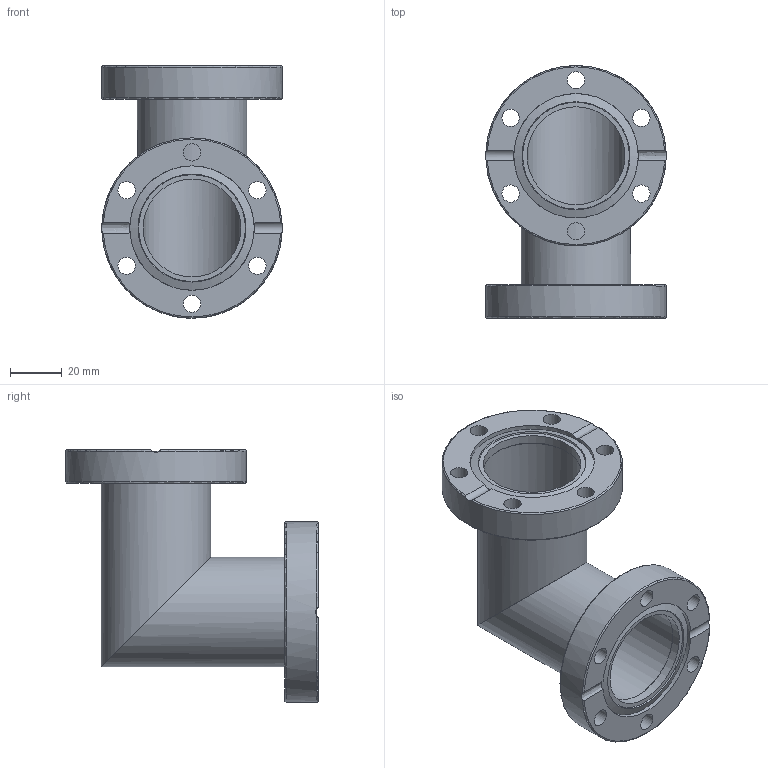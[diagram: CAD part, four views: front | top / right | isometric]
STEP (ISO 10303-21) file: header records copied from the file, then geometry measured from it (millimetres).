
FILE_DESCRIPTION((''),'2;1');
FILE_NAME('EL38-304.stp','2009-04-23T14:00:22',('hasers'),(''),'Autodesk Inventor 2008','Autodesk Inventor 2008','');
FILE_SCHEMA(('AUTOMOTIVE_DESIGN { 1 0 10303 214 1 1 1 1 }'));
Length unit declared in the file: millimetre
Products named in the file (4): EL38-304; CF-07 [Keywords [Summary]=1.4301][Company [Summary]=Vacom][Title [Summary]=F35B42]; Rohre [Subject [Summary]=normal][Keywords [Summary]=1.4404][Title [Summary]=42,4x2,0 (0,5m)]_1; Rohre [Subject [Summary]=normal][Keywords [Summary]=1.4404][Title [Summary]=42,4x2,0 (0,5m)]_2
Assembly tree (4 placements, depth 2):
  EL38-304
    CF-07 [Keywords [Summary]=1.4301][Company [Summary]=Vacom][Title [Summary]=F35B42]  x2
    Rohre [Subject [Summary]=normal][Keywords [Summary]=1.4404][Title [Summary]=42,4x2,0 (0,5m)]_1
    Rohre [Subject [Summary]=normal][Keywords [Summary]=1.4404][Title [Summary]=42,4x2,0 (0,5m)]_2
Bounding box: 70 x 98 x 98 mm (x, y, z)
Volume: 88007.2 mm3; surface area: 53304.4 mm2
Topology: 4 solids, 4 shells, 54 faces, 140 edges, 96 vertices
Faces by surface type: cylinder 14, plane 14, bspline 14, torus 8, cone 4
Full cylindrical faces by diameter (mm): 38 x2, 38.4 x2, 42.4 x2, 42.6 x2, 48.3 x2, 70 x2
Entity records: 1108 total; most frequent: CARTESIAN_POINT 360, DIRECTION 140, ORIENTED_EDGE 96, AXIS2_PLACEMENT_3D 68, EDGE_LOOP 68, EDGE_CURVE 48, VERTEX_POINT 42, FACE_BOUND 37
